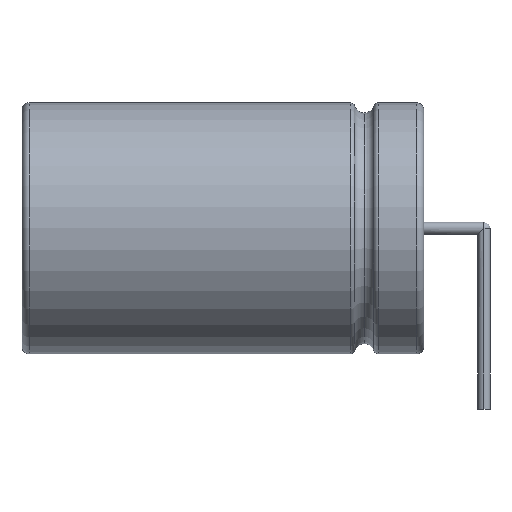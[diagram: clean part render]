
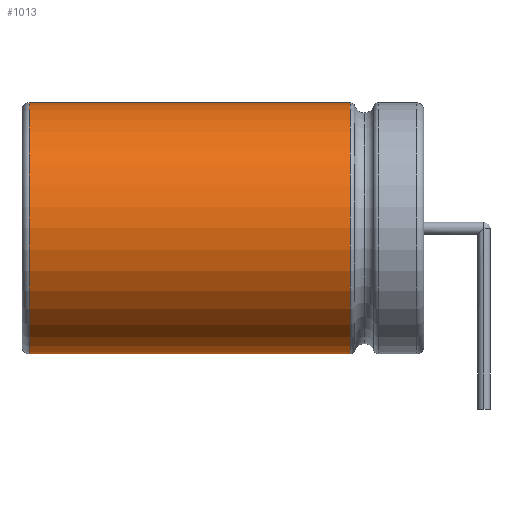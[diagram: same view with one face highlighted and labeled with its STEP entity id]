
A CAD part, left-side view. The second image highlights one B-rep face of the part: STEP entity #1013.
In plain terms, the highlighted cylindrical face has radius 6.25 mm (diameter 12.5 mm), a partial arc.
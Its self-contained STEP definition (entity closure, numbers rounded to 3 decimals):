
#21 = VECTOR ( 'NONE', #698, 1000. ) ;
#119 = DIRECTION ( 'NONE',  ( 0., 0., 1. ) ) ;
#140 = CARTESIAN_POINT ( 'NONE',  ( 0., 3.668, -6.25 ) ) ;
#176 = EDGE_CURVE ( 'NONE', #1667, #880, #1027, .T. ) ;
#251 = CIRCLE ( 'NONE', #753, 6.25 ) ;
#253 = LINE ( 'NONE', #1413, #21 ) ;
#343 = ORIENTED_EDGE ( 'NONE', *, *, #680, .T. ) ;
#404 = CARTESIAN_POINT ( 'NONE',  ( 0., 19.65, 6.25 ) ) ;
#503 = DIRECTION ( 'NONE',  ( 0., -1., 0. ) ) ;
#536 = CARTESIAN_POINT ( 'NONE',  ( 0., 19.65, -6.25 ) ) ;
#567 = FACE_OUTER_BOUND ( 'NONE', #1326, .T. ) ;
#680 = EDGE_CURVE ( 'NONE', #1135, #1667, #932, .T. ) ;
#686 = CARTESIAN_POINT ( 'NONE',  ( 0., 19.65, 0. ) ) ;
#698 = DIRECTION ( 'NONE',  ( 0., -1., 0. ) ) ;
#753 = AXIS2_PLACEMENT_3D ( 'NONE', #1678, #1548, #1823 ) ;
#771 = ORIENTED_EDGE ( 'NONE', *, *, #176, .T. ) ;
#864 = EDGE_CURVE ( 'NONE', #1135, #1300, #253, .T. ) ;
#880 = VERTEX_POINT ( 'NONE', #140 ) ;
#932 = CIRCLE ( 'NONE', #1650, 6.25 ) ;
#951 = VECTOR ( 'NONE', #503, 1000. ) ;
#1013 = ADVANCED_FACE ( 'NONE', ( #567 ), #1568, .T. ) ;
#1027 = LINE ( 'NONE', #1788, #951 ) ;
#1069 = DIRECTION ( 'NONE',  ( 0., -1., 0. ) ) ;
#1135 = VERTEX_POINT ( 'NONE', #404 ) ;
#1171 = EDGE_CURVE ( 'NONE', #880, #1300, #251, .T. ) ;
#1300 = VERTEX_POINT ( 'NONE', #1710 ) ;
#1309 = AXIS2_PLACEMENT_3D ( 'NONE', #1629, #1069, #1639 ) ;
#1326 = EDGE_LOOP ( 'NONE', ( #1495, #343, #771, #1773 ) ) ;
#1397 = DIRECTION ( 'NONE',  ( 0., -1., 0. ) ) ;
#1413 = CARTESIAN_POINT ( 'NONE',  ( 0., 20., 6.25 ) ) ;
#1495 = ORIENTED_EDGE ( 'NONE', *, *, #864, .F. ) ;
#1548 = DIRECTION ( 'NONE',  ( 0., 1., 0. ) ) ;
#1568 = CYLINDRICAL_SURFACE ( 'NONE', #1309, 6.25 ) ;
#1629 = CARTESIAN_POINT ( 'NONE',  ( 0., 20., 0. ) ) ;
#1639 = DIRECTION ( 'NONE',  ( 0., 0., -1. ) ) ;
#1650 = AXIS2_PLACEMENT_3D ( 'NONE', #686, #1397, #119 ) ;
#1667 = VERTEX_POINT ( 'NONE', #536 ) ;
#1678 = CARTESIAN_POINT ( 'NONE',  ( 0., 3.668, 0. ) ) ;
#1710 = CARTESIAN_POINT ( 'NONE',  ( 0., 3.668, 6.25 ) ) ;
#1773 = ORIENTED_EDGE ( 'NONE', *, *, #1171, .T. ) ;
#1788 = CARTESIAN_POINT ( 'NONE',  ( 0., 20., -6.25 ) ) ;
#1823 = DIRECTION ( 'NONE',  ( 0., 0., 1. ) ) ;
